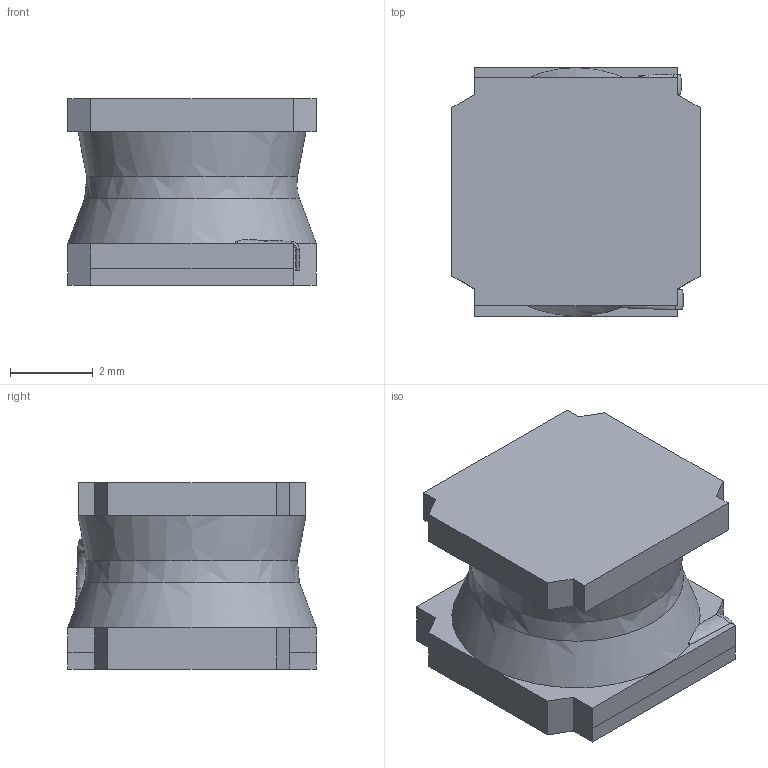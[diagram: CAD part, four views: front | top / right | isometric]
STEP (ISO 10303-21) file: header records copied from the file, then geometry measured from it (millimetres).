
FILE_DESCRIPTION(/* description */ (''),/* implementation_level */ '2;1');
FILE_NAME(/* name */ 'WURTH - WE-LQS H4.5mm.step',/* time_stamp */ '2020-03-31T22:48:58+01:00',/* author */ (''),/* organization */ (''),/* preprocessor_version */ 'ST-DEVELOPER v18',/* originating_system */ 'Autodesk Translation Framework v8.12.0.6',/* authorisation */ '');
FILE_SCHEMA (('AUTOMOTIVE_DESIGN { 1 0 10303 214 3 1 1 }'));
Length unit declared in the file: millimetre
Products named in the file (1): WURTH - WE-LQS H4.5mm
Bounding box: 6 x 6 x 4.5 mm (x, y, z)
Volume: 121.3 mm3; surface area: 172.2 mm2
Topology: 1 solids, 1 shells, 60 faces, 167 edges, 108 vertices
Faces by surface type: plane 43, bspline 16, torus 1
Entity records: 4232 total; most frequent: CARTESIAN_POINT 2767, ORIENTED_EDGE 334, DIRECTION 194, EDGE_CURVE 167, VERTEX_POINT 108, LINE 102, VECTOR 102, B_SPLINE_CURVE_WITH_KNOTS 62
